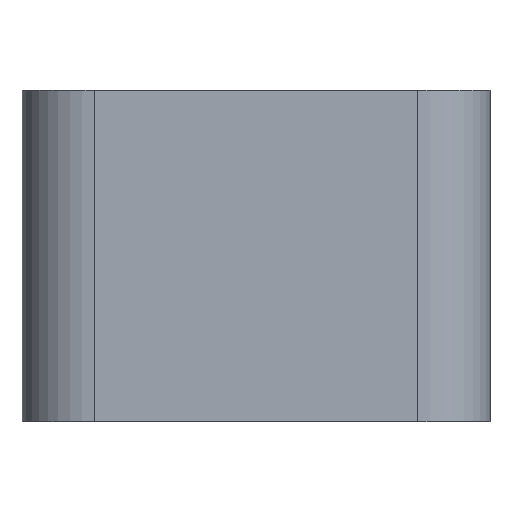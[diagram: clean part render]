
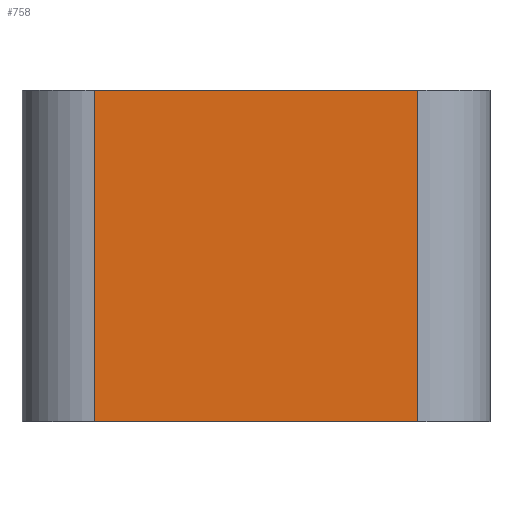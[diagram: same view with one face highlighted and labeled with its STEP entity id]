
A CAD part, front view. The second image highlights one B-rep face of the part: STEP entity #758.
In plain terms, the highlighted planar face has unit normal (0, -1, 0).
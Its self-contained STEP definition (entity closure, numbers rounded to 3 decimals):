
#94=FACE_OUTER_BOUND('',#135,.T.);
#135=EDGE_LOOP('',(#646,#647,#648,#649));
#211=LINE('',#1252,#291);
#217=LINE('',#1274,#297);
#218=LINE('',#1275,#298);
#219=LINE('',#1276,#299);
#291=VECTOR('',#1023,10.);
#297=VECTOR('',#1047,10.);
#298=VECTOR('',#1048,10.);
#299=VECTOR('',#1049,10.);
#364=VERTEX_POINT('',#1249);
#365=VERTEX_POINT('',#1251);
#371=VERTEX_POINT('',#1272);
#372=VERTEX_POINT('',#1273);
#465=EDGE_CURVE('',#364,#365,#211,.T.);
#475=EDGE_CURVE('',#371,#372,#217,.F.);
#476=EDGE_CURVE('',#365,#372,#218,.T.);
#477=EDGE_CURVE('',#364,#371,#219,.T.);
#646=ORIENTED_EDGE('',*,*,#475,.T.);
#647=ORIENTED_EDGE('',*,*,#476,.F.);
#648=ORIENTED_EDGE('',*,*,#465,.F.);
#649=ORIENTED_EDGE('',*,*,#477,.T.);
#720=PLANE('',#838);
#758=ADVANCED_FACE('',(#94),#720,.T.);
#838=AXIS2_PLACEMENT_3D('',#1271,#1045,#1046);
#1023=DIRECTION('',(-1.,0.,0.));
#1045=DIRECTION('center_axis',(0.,-1.,0.));
#1046=DIRECTION('ref_axis',(1.,0.,0.));
#1047=DIRECTION('',(1.,0.,0.));
#1048=DIRECTION('',(0.,0.,1.));
#1049=DIRECTION('',(0.,0.,1.));
#1249=CARTESIAN_POINT('',(3.238,-9.45,0.));
#1251=CARTESIAN_POINT('',(-3.237,-9.45,0.));
#1252=CARTESIAN_POINT('',(-1.665,-9.45,0.));
#1271=CARTESIAN_POINT('Origin',(-3.237,-9.45,0.));
#1272=CARTESIAN_POINT('',(3.238,-9.45,6.645));
#1273=CARTESIAN_POINT('',(-3.237,-9.45,6.645));
#1274=CARTESIAN_POINT('',(-1.665,-9.45,6.645));
#1275=CARTESIAN_POINT('',(-3.237,-9.45,0.));
#1276=CARTESIAN_POINT('',(3.238,-9.45,0.));
